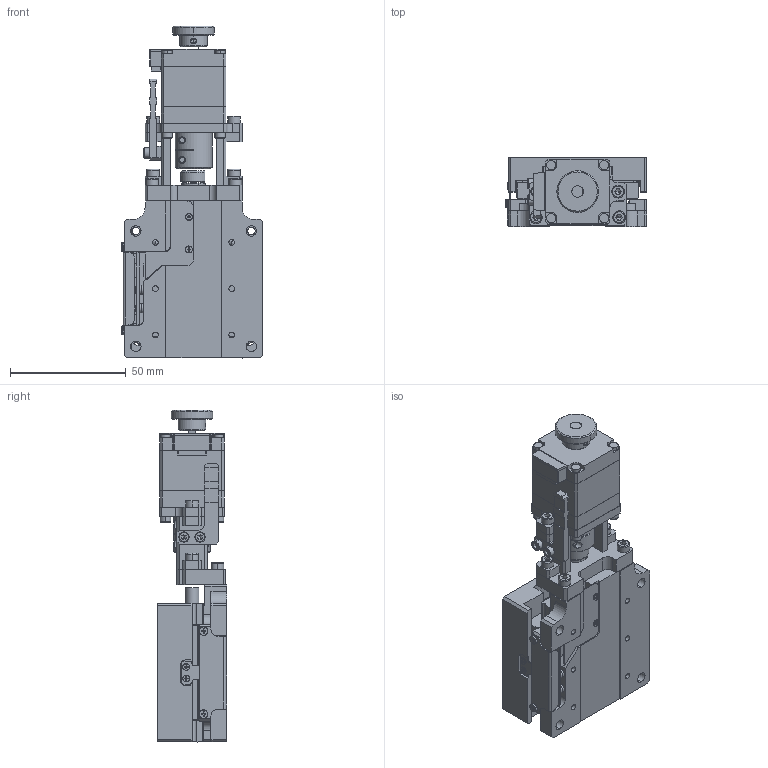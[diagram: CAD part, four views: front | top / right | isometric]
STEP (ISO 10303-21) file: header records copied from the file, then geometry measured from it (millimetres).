
FILE_DESCRIPTION (( 'STEP AP203' ), '1' );
FILE_NAME ('UFS20-60(AP203).STEP', '2020-02-21T06:50:13', ( '' ), ( '' ), 'SwSTEP 2.0', 'SolidWorks 2017', '' );
FILE_SCHEMA (( 'CONFIG_CONTROL_DESIGN' ));
Length unit declared in the file: millimetre
Products named in the file (1): UFS20-60(AP203)
Bounding box: 61.41 x 30 x 143.7 mm (x, y, z)
Surface area: 47650.7 mm2 (no closed solid volume)
Topology: 0 solids, 78 shells, 1110 faces, 3739 edges, 2585 vertices
Faces by surface type: plane 680, cylinder 274, cone 84, torus 66, bspline 6
Entity records: 48311 total; most frequent: CARTESIAN_POINT 15602, DIRECTION 6952, ORIENTED_EDGE 6092, EDGE_CURVE 3691, VERTEX_POINT 2585, LINE 2422, VECTOR 2422, AXIS2_PLACEMENT_3D 2265
